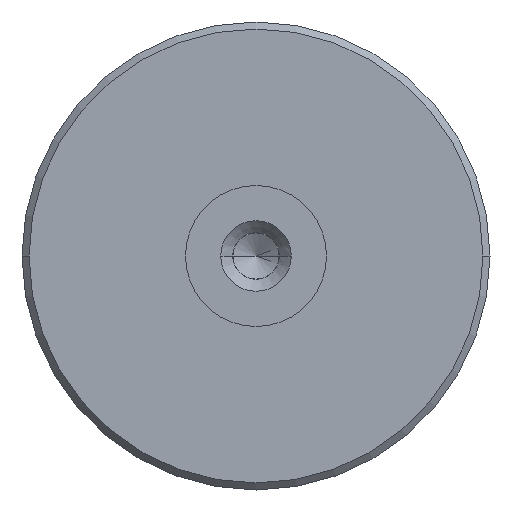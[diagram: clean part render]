
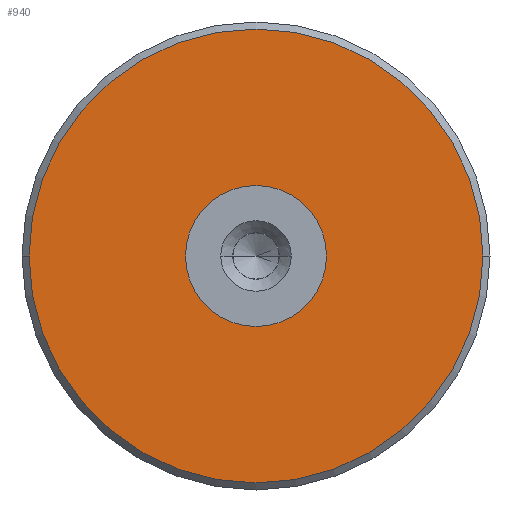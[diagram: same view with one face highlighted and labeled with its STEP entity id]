
A CAD part, front view. The second image highlights one B-rep face of the part: STEP entity #940.
In plain terms, the highlighted planar face has unit normal (0, -1, 0).
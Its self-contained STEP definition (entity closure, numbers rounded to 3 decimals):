
#460=CARTESIAN_POINT('',(5.,11.,0.));
#470=VERTEX_POINT('',#460);
#550=CARTESIAN_POINT('',(-5.,11.,0.));
#560=VERTEX_POINT('',#550);
#590=CARTESIAN_POINT('',(0.,11.,0.));
#600=DIRECTION('',(0.,1.,0.));
#610=DIRECTION('',(1.,0.,0.));
#620=AXIS2_PLACEMENT_3D('',#590,#600,#610);
#630=CIRCLE('',#620,5.);
#640=EDGE_CURVE('',#560,#470,#630,.T.);
#690=CARTESIAN_POINT('',(10.8,11.,0.));
#700=DIRECTION('',(-0.,1.,0.));
#710=DIRECTION('',(1.,0.,0.));
#720=AXIS2_PLACEMENT_3D('',#690,#700,#710);
#730=PLANE('',#720);
#740=EDGE_CURVE('',#470,#560,#630,.T.);
#750=ORIENTED_EDGE('',*,*,#740,.T.);
#760=ORIENTED_EDGE('',*,*,#640,.T.);
#770=EDGE_LOOP('',(#760,#750));
#780=FACE_BOUND('',#770,.T.);
#790=CARTESIAN_POINT('',(0.,11.,0.));
#800=DIRECTION('',(0.,1.,0.));
#810=DIRECTION('',(1.,0.,0.));
#820=AXIS2_PLACEMENT_3D('',#790,#800,#810);
#830=CIRCLE('',#820,16.1);
#840=CARTESIAN_POINT('',(16.1,11.,0.));
#850=VERTEX_POINT('',#840);
#860=CARTESIAN_POINT('',(-16.1,11.,0.));
#870=VERTEX_POINT('',#860);
#880=EDGE_CURVE('',#850,#870,#830,.T.);
#890=ORIENTED_EDGE('',*,*,#880,.F.);
#900=EDGE_CURVE('',#870,#850,#830,.T.);
#910=ORIENTED_EDGE('',*,*,#900,.F.);
#920=EDGE_LOOP('',(#910,#890));
#930=FACE_OUTER_BOUND('',#920,.T.);
#940=ADVANCED_FACE('',(#780,#930),#730,.F.);
